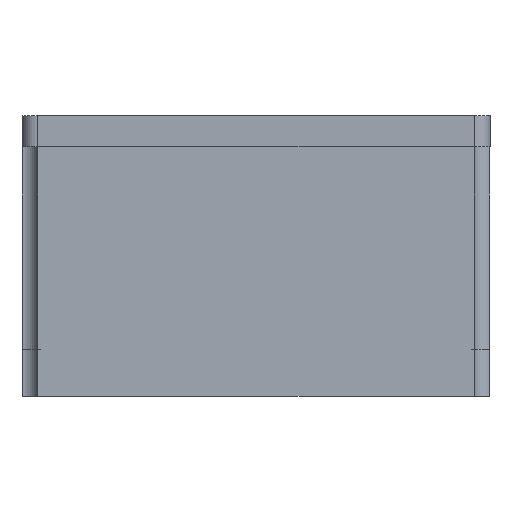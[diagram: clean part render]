
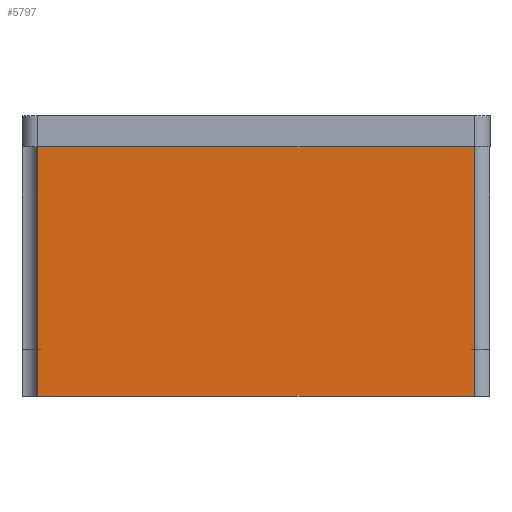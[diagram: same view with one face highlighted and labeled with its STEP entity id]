
A CAD part, left-side view. The second image highlights one B-rep face of the part: STEP entity #5797.
In plain terms, the highlighted planar face has unit normal (-1, 0, 0).
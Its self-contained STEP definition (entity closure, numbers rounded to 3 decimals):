
#576=PLANE('',#6163);
#752=FACE_OUTER_BOUND('',#1086,.T.);
#1086=EDGE_LOOP('',(#4196,#4197,#4198,#4199,#4200,#4201));
#1390=LINE('',#7311,#1943);
#1399=LINE('',#7329,#1952);
#1441=LINE('',#7424,#1994);
#1516=LINE('',#7581,#2069);
#1518=LINE('',#7584,#2071);
#1519=LINE('',#7585,#2072);
#1943=VECTOR('',#6329,10.);
#1952=VECTOR('',#6342,10.);
#1994=VECTOR('',#6422,10.);
#2069=VECTOR('',#6565,10.);
#2071=VECTOR('',#6569,10.);
#2072=VECTOR('',#6570,10.);
#2521=VERTEX_POINT('',#7304);
#2524=VERTEX_POINT('',#7309);
#2531=VERTEX_POINT('',#7327);
#2564=VERTEX_POINT('',#7421);
#2565=VERTEX_POINT('',#7423);
#2613=VERTEX_POINT('',#7580);
#3106=EDGE_CURVE('',#2524,#2521,#1390,.T.);
#3115=EDGE_CURVE('',#2531,#2524,#1399,.T.);
#3160=EDGE_CURVE('',#2565,#2564,#1441,.T.);
#3238=EDGE_CURVE('',#2613,#2565,#1516,.T.);
#3240=EDGE_CURVE('',#2613,#2531,#1518,.T.);
#3241=EDGE_CURVE('',#2521,#2564,#1519,.T.);
#4196=ORIENTED_EDGE('',*,*,#3240,.F.);
#4197=ORIENTED_EDGE('',*,*,#3238,.T.);
#4198=ORIENTED_EDGE('',*,*,#3160,.T.);
#4199=ORIENTED_EDGE('',*,*,#3241,.F.);
#4200=ORIENTED_EDGE('',*,*,#3106,.F.);
#4201=ORIENTED_EDGE('',*,*,#3115,.F.);
#5797=ADVANCED_FACE('',(#752),#576,.T.);
#6163=AXIS2_PLACEMENT_3D('',#7583,#6567,#6568);
#6329=DIRECTION('',(0.,0.,1.));
#6342=DIRECTION('',(0.,0.,1.));
#6422=DIRECTION('',(0.,0.,1.));
#6565=DIRECTION('',(0.,0.,1.));
#6567=DIRECTION('center_axis',(-1.,0.,0.));
#6568=DIRECTION('ref_axis',(0.,-1.,0.));
#6569=DIRECTION('',(0.,1.,0.));
#6570=DIRECTION('',(0.,-1.,0.));
#7304=CARTESIAN_POINT('',(-1.6,0.7,0.8));
#7309=CARTESIAN_POINT('',(-1.6,0.7,0.15));
#7311=CARTESIAN_POINT('',(-1.6,0.7,0.));
#7327=CARTESIAN_POINT('',(-1.6,0.7,0.));
#7329=CARTESIAN_POINT('',(-1.6,0.7,0.));
#7421=CARTESIAN_POINT('',(-1.6,-0.7,0.8));
#7423=CARTESIAN_POINT('',(-1.6,-0.7,0.15));
#7424=CARTESIAN_POINT('',(-1.6,-0.7,0.));
#7580=CARTESIAN_POINT('',(-1.6,-0.7,0.));
#7581=CARTESIAN_POINT('',(-1.6,-0.7,0.));
#7583=CARTESIAN_POINT('Origin',(-1.6,0.7,0.));
#7584=CARTESIAN_POINT('',(-1.6,-0.75,0.));
#7585=CARTESIAN_POINT('',(-1.6,-0.75,0.8));
